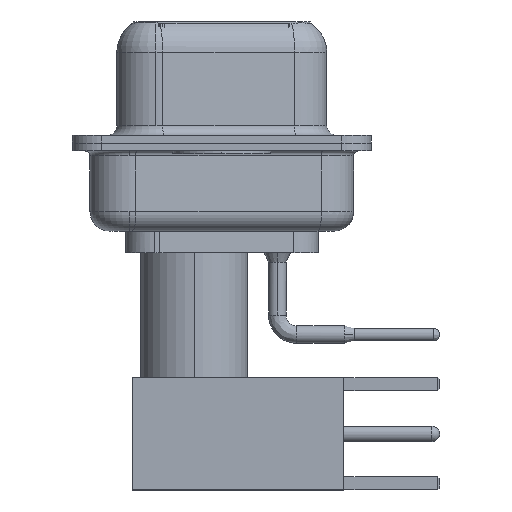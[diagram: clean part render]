
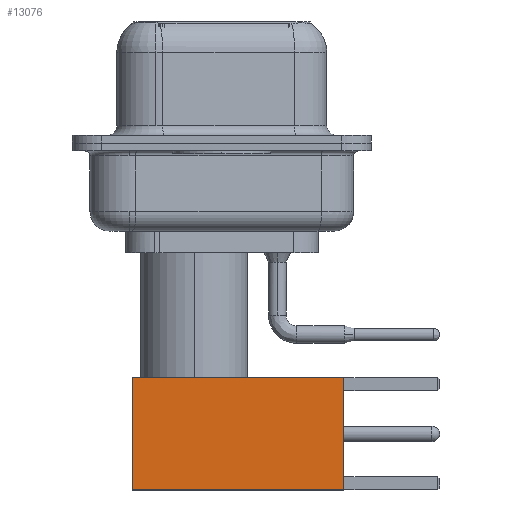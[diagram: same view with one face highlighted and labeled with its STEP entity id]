
A CAD part, left-side view. The second image highlights one B-rep face of the part: STEP entity #13076.
In plain terms, the highlighted face is planar.
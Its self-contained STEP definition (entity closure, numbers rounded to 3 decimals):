
#178 = ORIENTED_EDGE ( 'NONE', *, *, #1295, .F. ) ;
#819 = EDGE_CURVE ( 'NONE', #15677, #6932, #12073, .T. ) ;
#1295 = EDGE_CURVE ( 'NONE', #3968, #15677, #3399, .T. ) ;
#2243 = AXIS2_PLACEMENT_3D ( 'NONE', #15728, #11464, #11948 ) ;
#2530 = CARTESIAN_POINT ( 'NONE',  ( 0., 2.875, 0. ) ) ;
#2824 = CARTESIAN_POINT ( 'NONE',  ( 2.875, 2.875, 10.82 ) ) ;
#2946 = EDGE_CURVE ( 'NONE', #3968, #19097, #5650, .T. ) ;
#2982 = ORIENTED_EDGE ( 'NONE', *, *, #819, .F. ) ;
#3399 = LINE ( 'NONE', #11002, #7600 ) ;
#3968 = VERTEX_POINT ( 'NONE', #2824 ) ;
#4227 = FACE_OUTER_BOUND ( 'NONE', #7099, .T. ) ;
#5650 = LINE ( 'NONE', #13130, #7480 ) ;
#6932 = VERTEX_POINT ( 'NONE', #17530 ) ;
#7099 = EDGE_LOOP ( 'NONE', ( #13780, #24149, #2982, #178 ) ) ;
#7480 = VECTOR ( 'NONE', #13261, 1000. ) ;
#7600 = VECTOR ( 'NONE', #14816, 1000. ) ;
#10358 = VECTOR ( 'NONE', #21237, 1000. ) ;
#11002 = CARTESIAN_POINT ( 'NONE',  ( 0., 2.875, 10.82 ) ) ;
#11464 = DIRECTION ( 'NONE',  ( 0., 1., 0. ) ) ;
#11865 = DIRECTION ( 'NONE',  ( -1., 0., 0. ) ) ;
#11871 = CARTESIAN_POINT ( 'NONE',  ( -2.875, 2.875, 10.82 ) ) ;
#11891 = VECTOR ( 'NONE', #11865, 1000. ) ;
#11948 = DIRECTION ( 'NONE',  ( 0., 0., 1. ) ) ;
#12073 = LINE ( 'NONE', #13792, #10358 ) ;
#12100 = LINE ( 'NONE', #2530, #11891 ) ;
#13076 = ADVANCED_FACE ( 'NONE', ( #4227 ), #22965, .T. ) ;
#13130 = CARTESIAN_POINT ( 'NONE',  ( 2.875, 2.875, 0. ) ) ;
#13145 = CARTESIAN_POINT ( 'NONE',  ( 2.875, 2.875, 0. ) ) ;
#13261 = DIRECTION ( 'NONE',  ( 0., 0., -1. ) ) ;
#13780 = ORIENTED_EDGE ( 'NONE', *, *, #2946, .T. ) ;
#13792 = CARTESIAN_POINT ( 'NONE',  ( -2.875, 2.875, 0. ) ) ;
#14816 = DIRECTION ( 'NONE',  ( -1., 0., 0. ) ) ;
#15677 = VERTEX_POINT ( 'NONE', #11871 ) ;
#15728 = CARTESIAN_POINT ( 'NONE',  ( 2.875, 2.875, 0. ) ) ;
#17530 = CARTESIAN_POINT ( 'NONE',  ( -2.875, 2.875, 0. ) ) ;
#19097 = VERTEX_POINT ( 'NONE', #13145 ) ;
#21237 = DIRECTION ( 'NONE',  ( 0., 0., -1. ) ) ;
#21765 = EDGE_CURVE ( 'NONE', #19097, #6932, #12100, .T. ) ;
#22965 = PLANE ( 'NONE',  #2243 ) ;
#24149 = ORIENTED_EDGE ( 'NONE', *, *, #21765, .T. ) ;
